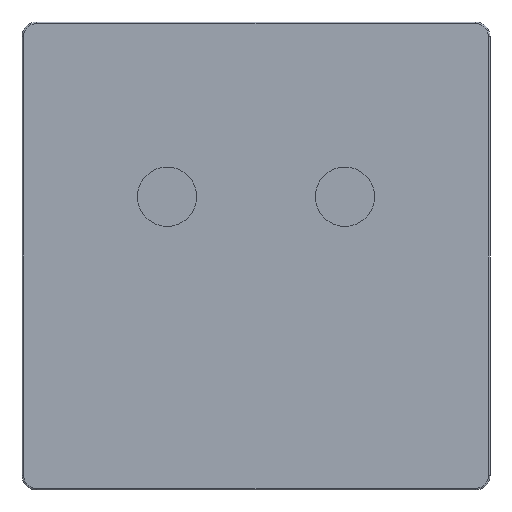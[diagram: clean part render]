
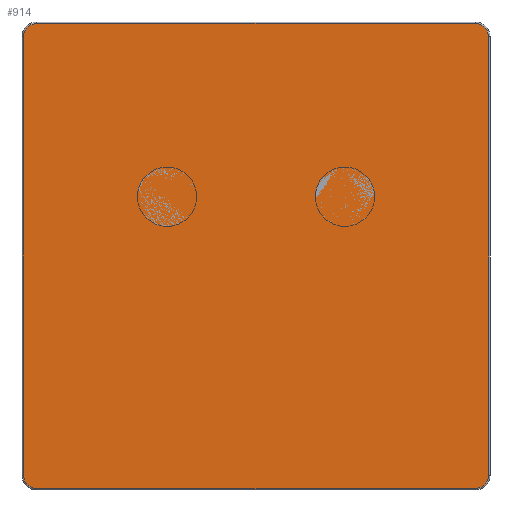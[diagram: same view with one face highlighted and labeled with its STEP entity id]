
A CAD part, left-side view. The second image highlights one B-rep face of the part: STEP entity #914.
In plain terms, the highlighted planar face has unit normal (-1, 0, 0).
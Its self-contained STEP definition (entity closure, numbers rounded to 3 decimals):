
#146=ELLIPSE('',#1077,4.505,4.5);
#147=ELLIPSE('',#1078,4.505,4.5);
#148=ELLIPSE('',#1079,4.505,4.5);
#149=ELLIPSE('',#1080,4.505,4.5);
#232=ORIENTED_EDGE('',*,*,#466,.T.);
#233=ORIENTED_EDGE('',*,*,#467,.T.);
#234=ORIENTED_EDGE('',*,*,#468,.T.);
#235=ORIENTED_EDGE('',*,*,#469,.T.);
#236=ORIENTED_EDGE('',*,*,#470,.T.);
#237=ORIENTED_EDGE('',*,*,#471,.T.);
#238=ORIENTED_EDGE('',*,*,#472,.T.);
#239=ORIENTED_EDGE('',*,*,#473,.T.);
#466=EDGE_CURVE('',#583,#584,#146,.F.);
#467=EDGE_CURVE('',#584,#585,#652,.T.);
#468=EDGE_CURVE('',#585,#586,#147,.F.);
#469=EDGE_CURVE('',#586,#587,#653,.T.);
#470=EDGE_CURVE('',#587,#588,#148,.F.);
#471=EDGE_CURVE('',#588,#589,#654,.T.);
#472=EDGE_CURVE('',#589,#590,#149,.F.);
#473=EDGE_CURVE('',#590,#583,#655,.T.);
#583=VERTEX_POINT('',#1586);
#584=VERTEX_POINT('',#1587);
#585=VERTEX_POINT('',#1589);
#586=VERTEX_POINT('',#1591);
#587=VERTEX_POINT('',#1593);
#588=VERTEX_POINT('',#1595);
#589=VERTEX_POINT('',#1597);
#590=VERTEX_POINT('',#1599);
#652=LINE('',#1588,#676);
#653=LINE('',#1592,#677);
#654=LINE('',#1596,#678);
#655=LINE('',#1600,#679);
#676=VECTOR('',#1210,1000.);
#677=VECTOR('',#1213,1000.);
#678=VECTOR('',#1216,1000.);
#679=VECTOR('',#1219,1000.);
#689=EDGE_LOOP('',(#232,#233,#234,#235,#236,#237,#238,#239));
#789=FACE_BOUND('',#689,.T.);
#888=PLANE('',#1076);
#914=ADVANCED_FACE('',(#789),#888,.F.);
#1076=AXIS2_PLACEMENT_3D('',#1584,#1206,#1207);
#1077=AXIS2_PLACEMENT_3D('',#1585,#1208,#1209);
#1078=AXIS2_PLACEMENT_3D('',#1590,#1211,#1212);
#1079=AXIS2_PLACEMENT_3D('',#1594,#1214,#1215);
#1080=AXIS2_PLACEMENT_3D('',#1598,#1217,#1218);
#1206=DIRECTION('',(1.,0.,0.));
#1207=DIRECTION('',(0.,1.,0.));
#1208=DIRECTION('',(1.,0.,0.));
#1209=DIRECTION('',(0.,0.707,0.707));
#1210=DIRECTION('',(0.,0.,-1.));
#1211=DIRECTION('',(1.,0.,0.));
#1212=DIRECTION('',(0.,0.707,-0.707));
#1213=DIRECTION('',(0.,-1.,0.));
#1214=DIRECTION('',(1.,0.,0.));
#1215=DIRECTION('',(0.,-0.707,-0.707));
#1216=DIRECTION('',(0.,0.,1.));
#1217=DIRECTION('',(1.,0.,0.));
#1218=DIRECTION('',(0.,-0.707,0.707));
#1219=DIRECTION('',(0.,1.,0.));
#1584=CARTESIAN_POINT('',(74.75,0.,0.));
#1585=CARTESIAN_POINT('',(74.75,73.979,73.979));
#1586=CARTESIAN_POINT('',(74.75,73.985,78.482));
#1587=CARTESIAN_POINT('',(74.75,78.482,73.985));
#1588=CARTESIAN_POINT('',(74.75,78.482,0.));
#1589=CARTESIAN_POINT('',(74.75,78.482,-73.985));
#1590=CARTESIAN_POINT('',(74.75,73.979,-73.979));
#1591=CARTESIAN_POINT('',(74.75,73.985,-78.482));
#1592=CARTESIAN_POINT('',(74.75,0.,-78.482));
#1593=CARTESIAN_POINT('',(74.75,-73.985,-78.482));
#1594=CARTESIAN_POINT('',(74.75,-73.979,-73.979));
#1595=CARTESIAN_POINT('',(74.75,-78.482,-73.985));
#1596=CARTESIAN_POINT('',(74.75,-78.482,0.));
#1597=CARTESIAN_POINT('',(74.75,-78.482,73.985));
#1598=CARTESIAN_POINT('',(74.75,-73.979,73.979));
#1599=CARTESIAN_POINT('',(74.75,-73.985,78.482));
#1600=CARTESIAN_POINT('',(74.75,0.,78.482));
